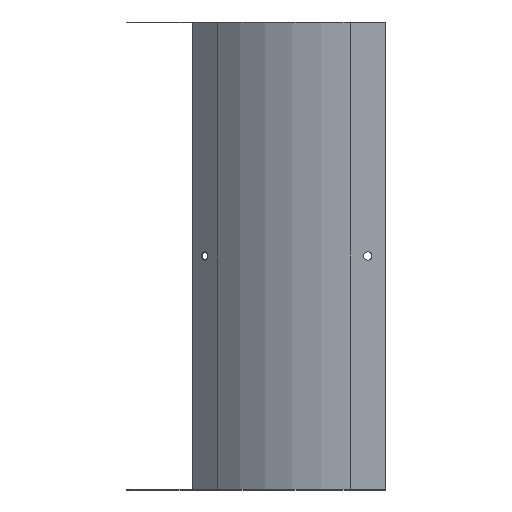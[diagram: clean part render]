
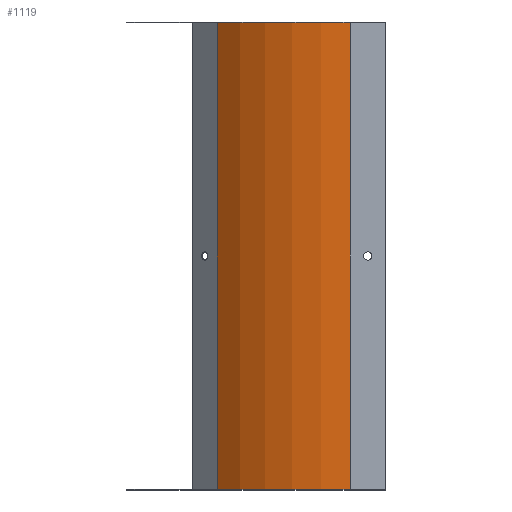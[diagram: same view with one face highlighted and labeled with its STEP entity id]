
A CAD part, left-side view. The second image highlights one B-rep face of the part: STEP entity #1119.
In plain terms, the highlighted cylindrical face has radius 160.8 mm (diameter 321.6 mm), a partial arc.
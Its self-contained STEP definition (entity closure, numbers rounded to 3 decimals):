
#96 = ORIENTED_EDGE ( 'NONE', *, *, #836, .F. ) ;
#97 = ORIENTED_EDGE ( 'NONE', *, *, #815, .T. ) ;
#98 = ORIENTED_EDGE ( 'NONE', *, *, #869, .T. ) ;
#99 = ORIENTED_EDGE ( 'NONE', *, *, #861, .F. ) ;
#213 = CARTESIAN_POINT ( 'NONE',  ( 79.2, 30.048, 0. ) ) ;
#229 = CARTESIAN_POINT ( 'NONE',  ( 126.297, 143.75, 0. ) ) ;
#254 = CARTESIAN_POINT ( 'NONE',  ( 240., 30.048, -399.2 ) ) ;
#256 = DIRECTION ( 'NONE',  ( 0., 0., 1. ) ) ;
#297 = DIRECTION ( 'NONE',  ( 1., 0., 0. ) ) ;
#298 = CARTESIAN_POINT ( 'NONE',  ( 126.297, 143.75, -398.4 ) ) ;
#307 = CARTESIAN_POINT ( 'NONE',  ( 79.2, 30.048, -398.4 ) ) ;
#621 = DIRECTION ( 'NONE',  ( 0., 0., 1. ) ) ;
#634 = DIRECTION ( 'NONE',  ( 1., 0., 0. ) ) ;
#636 = CARTESIAN_POINT ( 'NONE',  ( 240., 30.048, -398.4 ) ) ;
#669 = DIRECTION ( 'NONE',  ( 0., 0., 1. ) ) ;
#683 = CARTESIAN_POINT ( 'NONE',  ( 126.297, 143.75, -399.2 ) ) ;
#744 = AXIS2_PLACEMENT_3D ( 'NONE', #254, #256, #297 ) ;
#789 = AXIS2_PLACEMENT_3D ( 'NONE', #636, #621, #634 ) ;
#799 = AXIS2_PLACEMENT_3D ( 'NONE', #1457, #1456, #1455 ) ;
#815 = EDGE_CURVE ( 'NONE', #1717, #1785, #1227, .T. ) ;
#836 = EDGE_CURVE ( 'NONE', #1774, #1785, #1259, .T. ) ;
#861 = EDGE_CURVE ( 'NONE', #1725, #1774, #1300, .T. ) ;
#869 = EDGE_CURVE ( 'NONE', #1725, #1717, #1318, .T. ) ;
#958 = FACE_OUTER_BOUND ( 'NONE', #1687, .T. ) ;
#962 = CYLINDRICAL_SURFACE ( 'NONE', #744, 160.8 ) ;
#1119 = ADVANCED_FACE ( 'NONE', ( #958 ), #962, .T. ) ;
#1227 = LINE ( 'NONE', #1549, #1229 ) ;
#1229 = VECTOR ( 'NONE', #1523, 1000. ) ;
#1259 = CIRCLE ( 'NONE', #799, 160.8 ) ;
#1300 = LINE ( 'NONE', #683, #1305 ) ;
#1305 = VECTOR ( 'NONE', #669, 1000. ) ;
#1318 = CIRCLE ( 'NONE', #789, 160.8 ) ;
#1455 = DIRECTION ( 'NONE',  ( -1., 0., 0. ) ) ;
#1456 = DIRECTION ( 'NONE',  ( 0., 0., 1. ) ) ;
#1457 = CARTESIAN_POINT ( 'NONE',  ( 240., 30.048, 0. ) ) ;
#1523 = DIRECTION ( 'NONE',  ( 0., 0., 1. ) ) ;
#1549 = CARTESIAN_POINT ( 'NONE',  ( 79.2, 30.048, -399.2 ) ) ;
#1687 = EDGE_LOOP ( 'NONE', ( #99, #98, #97, #96 ) ) ;
#1717 = VERTEX_POINT ( 'NONE', #307 ) ;
#1725 = VERTEX_POINT ( 'NONE', #298 ) ;
#1774 = VERTEX_POINT ( 'NONE', #229 ) ;
#1785 = VERTEX_POINT ( 'NONE', #213 ) ;
